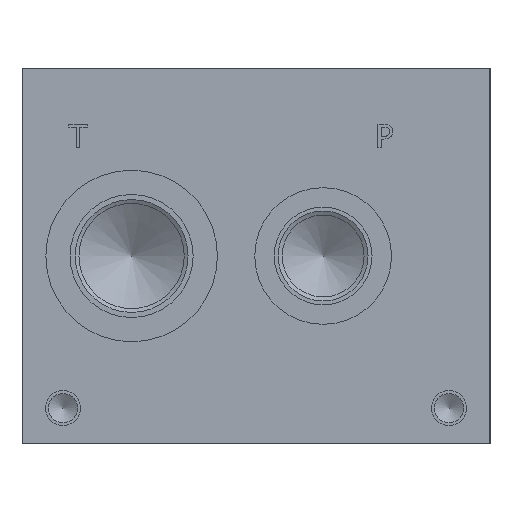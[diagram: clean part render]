
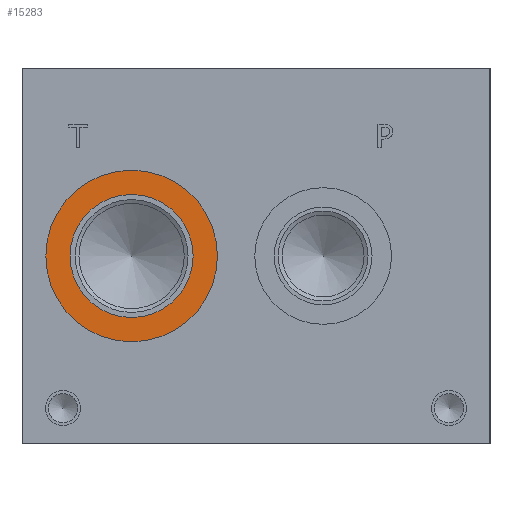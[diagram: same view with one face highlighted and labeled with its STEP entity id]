
A CAD part, left-side view. The second image highlights one B-rep face of the part: STEP entity #15283.
In plain terms, the highlighted planar face has unit normal (-1, 0, 0).
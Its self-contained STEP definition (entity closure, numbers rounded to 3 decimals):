
#505=CIRCLE('',#16063,23.279);
#506=CIRCLE('',#16064,23.279);
#507=CIRCLE('',#16066,16.701);
#508=CIRCLE('',#16067,16.701);
#1209=FACE_BOUND('',#2797,.T.);
#1907=FACE_OUTER_BOUND('',#2796,.T.);
#2796=EDGE_LOOP('',(#12832,#12833));
#2797=EDGE_LOOP('',(#12834,#12835));
#6952=VERTEX_POINT('',#25748);
#6953=VERTEX_POINT('',#25750);
#6954=VERTEX_POINT('',#25754);
#6955=VERTEX_POINT('',#25755);
#8998=EDGE_CURVE('',#6952,#6953,#505,.T.);
#8999=EDGE_CURVE('',#6953,#6952,#506,.T.);
#9000=EDGE_CURVE('',#6954,#6955,#507,.T.);
#9001=EDGE_CURVE('',#6955,#6954,#508,.T.);
#12832=ORIENTED_EDGE('',*,*,#8999,.F.);
#12833=ORIENTED_EDGE('',*,*,#8998,.F.);
#12834=ORIENTED_EDGE('',*,*,#9000,.T.);
#12835=ORIENTED_EDGE('',*,*,#9001,.T.);
#14064=PLANE('',#16065);
#15283=ADVANCED_FACE('',(#1907,#1209),#14064,.F.);
#16063=AXIS2_PLACEMENT_3D('',#25751,#18952,#18953);
#16064=AXIS2_PLACEMENT_3D('',#25752,#18954,#18955);
#16065=AXIS2_PLACEMENT_3D('',#25753,#18956,#18957);
#16066=AXIS2_PLACEMENT_3D('',#25756,#18958,#18959);
#16067=AXIS2_PLACEMENT_3D('',#25757,#18960,#18961);
#18952=DIRECTION('center_axis',(1.,0.,0.));
#18953=DIRECTION('ref_axis',(0.,0.,-1.));
#18954=DIRECTION('center_axis',(1.,0.,0.));
#18955=DIRECTION('ref_axis',(0.,0.,-1.));
#18956=DIRECTION('center_axis',(1.,0.,0.));
#18957=DIRECTION('ref_axis',(0.,0.,-1.));
#18958=DIRECTION('center_axis',(1.,0.,0.));
#18959=DIRECTION('ref_axis',(0.,0.,-1.));
#18960=DIRECTION('center_axis',(1.,0.,0.));
#18961=DIRECTION('ref_axis',(0.,0.,-1.));
#25748=CARTESIAN_POINT('',(0.787,97.257,27.521));
#25750=CARTESIAN_POINT('',(0.787,97.257,74.079));
#25751=CARTESIAN_POINT('Origin',(0.787,97.257,50.8));
#25752=CARTESIAN_POINT('Origin',(0.787,97.257,50.8));
#25753=CARTESIAN_POINT('Origin',(0.787,97.257,67.501));
#25754=CARTESIAN_POINT('',(0.787,97.257,67.501));
#25755=CARTESIAN_POINT('',(0.787,97.257,34.1));
#25756=CARTESIAN_POINT('Origin',(0.787,97.257,50.8));
#25757=CARTESIAN_POINT('Origin',(0.787,97.257,50.8));
